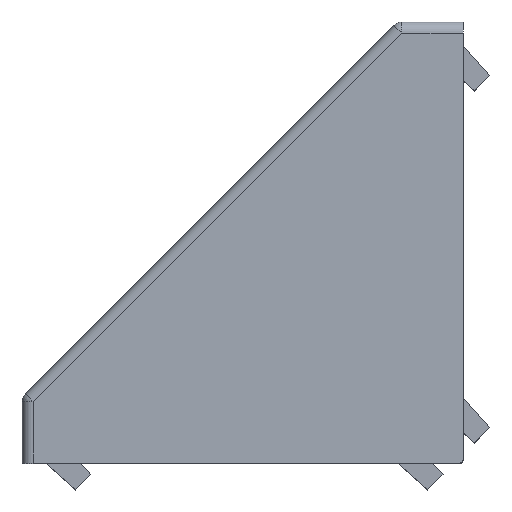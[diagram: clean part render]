
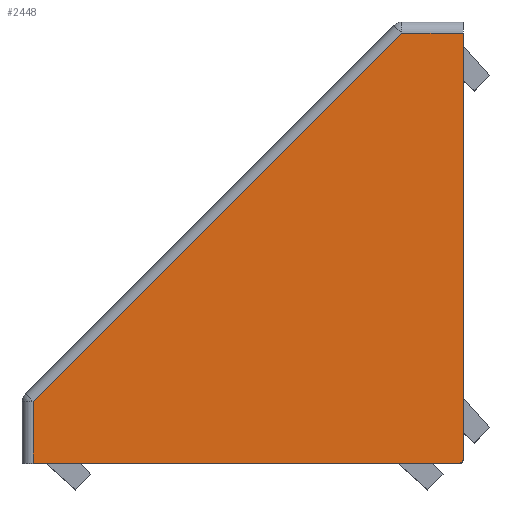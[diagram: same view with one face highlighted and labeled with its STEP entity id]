
A CAD part, top view. The second image highlights one B-rep face of the part: STEP entity #2448.
In plain terms, the highlighted planar face has unit normal (0, 0, 1).
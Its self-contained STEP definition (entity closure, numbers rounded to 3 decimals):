
#54=PLANE('',#2681);
#175=FACE_OUTER_BOUND('',#334,.T.);
#334=EDGE_LOOP('',(#1807,#1808,#1809,#1810,#1811,#1812));
#493=LINE('',#3841,#707);
#508=LINE('',#3892,#722);
#580=LINE('',#4092,#794);
#581=LINE('',#4094,#795);
#582=LINE('',#4095,#796);
#707=VECTOR('',#3000,1000.);
#722=VECTOR('',#3039,1000.);
#794=VECTOR('',#3191,1000.);
#795=VECTOR('',#3192,1000.);
#796=VECTOR('',#3193,1000.);
#935=CIRCLE('',#2682,0.2);
#1064=VERTEX_POINT('',#3839);
#1065=VERTEX_POINT('',#3840);
#1088=VERTEX_POINT('',#3889);
#1089=VERTEX_POINT('',#3891);
#1177=VERTEX_POINT('',#4091);
#1178=VERTEX_POINT('',#4093);
#1294=EDGE_CURVE('',#1064,#1065,#493,.T.);
#1320=EDGE_CURVE('',#1089,#1088,#508,.T.);
#1419=EDGE_CURVE('',#1088,#1064,#935,.T.);
#1420=EDGE_CURVE('',#1065,#1177,#580,.T.);
#1421=EDGE_CURVE('',#1177,#1178,#581,.T.);
#1422=EDGE_CURVE('',#1178,#1089,#582,.T.);
#1807=ORIENTED_EDGE('',*,*,#1320,.T.);
#1808=ORIENTED_EDGE('',*,*,#1419,.T.);
#1809=ORIENTED_EDGE('',*,*,#1294,.T.);
#1810=ORIENTED_EDGE('',*,*,#1420,.T.);
#1811=ORIENTED_EDGE('',*,*,#1421,.T.);
#1812=ORIENTED_EDGE('',*,*,#1422,.T.);
#2448=ADVANCED_FACE('',(#175),#54,.T.);
#2681=AXIS2_PLACEMENT_3D('',#4089,#3187,#3188);
#2682=AXIS2_PLACEMENT_3D('',#4090,#3189,#3190);
#3000=DIRECTION('',(0.,1.,0.));
#3039=DIRECTION('',(1.,0.,0.));
#3187=DIRECTION('center_axis',(0.,0.,1.));
#3188=DIRECTION('ref_axis',(1.,0.,0.));
#3189=DIRECTION('center_axis',(0.,0.,1.));
#3190=DIRECTION('ref_axis',(1.,0.,0.));
#3191=DIRECTION('',(-1.,0.,0.));
#3192=DIRECTION('',(-0.707,-0.707,0.));
#3193=DIRECTION('',(0.,-1.,0.));
#3839=CARTESIAN_POINT('',(0.,0.2,8.5));
#3840=CARTESIAN_POINT('',(0.,19.5,8.5));
#3841=CARTESIAN_POINT('',(0.,0.,8.5));
#3889=CARTESIAN_POINT('',(-0.2,0.,8.5));
#3891=CARTESIAN_POINT('',(-19.5,0.,8.5));
#3892=CARTESIAN_POINT('',(0.,0.,8.5));
#4089=CARTESIAN_POINT('Origin',(0.,20.,8.5));
#4090=CARTESIAN_POINT('Origin',(-0.2,0.2,8.5));
#4091=CARTESIAN_POINT('',(-2.793,19.5,8.5));
#4092=CARTESIAN_POINT('',(-2.793,19.5,8.5));
#4093=CARTESIAN_POINT('',(-19.5,2.793,8.5));
#4094=CARTESIAN_POINT('',(-19.5,2.793,8.5));
#4095=CARTESIAN_POINT('',(-19.5,0.,8.5));
